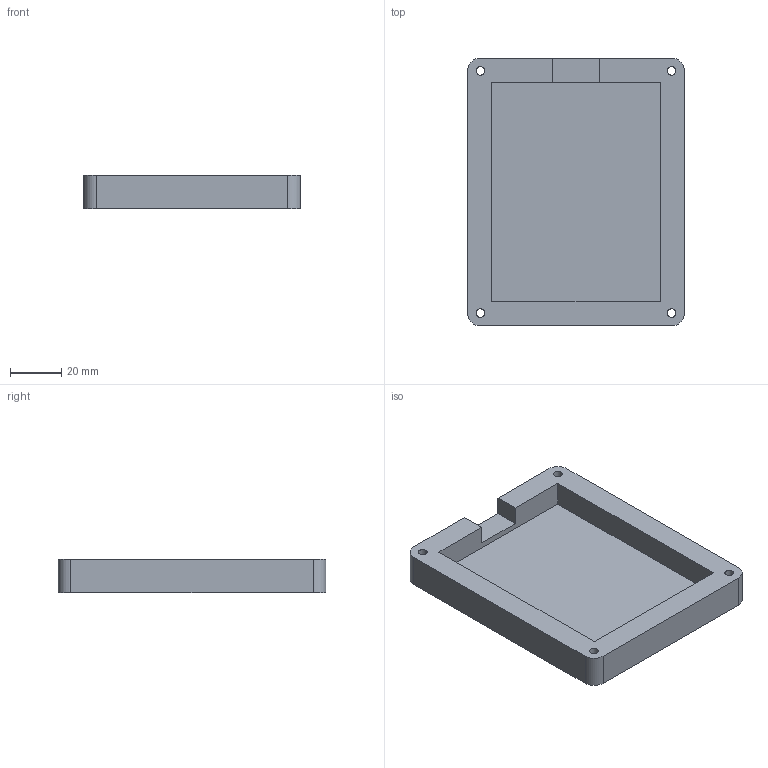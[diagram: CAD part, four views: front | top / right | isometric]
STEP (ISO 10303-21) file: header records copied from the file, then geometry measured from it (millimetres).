
FILE_DESCRIPTION(/* description */ (''),/* implementation_level */ '2;1');
FILE_NAME(/* name */ 'Bottom.step',/* time_stamp */ '2025-05-26T11:23:08-05:00',/* author */ (''),/* organization */ (''),/* preprocessor_version */ 'ST-DEVELOPER v20.1',/* originating_system */ 'Autodesk Translation Framework v14.10.0.0',/* authorisation */ '');
FILE_SCHEMA (('AUTOMOTIVE_DESIGN { 1 0 10303 214 3 1 1 }'));
Length unit declared in the file: millimetre
Products named in the file (1): NineKey_Macropad_base
Bounding box: 85 x 105 x 13 mm (x, y, z)
Volume: 56937.6 mm3; surface area: 26196.3 mm2
Topology: 1 solids, 1 shells, 430 faces, 1197 edges, 798 vertices
Faces by surface type: bspline 287, plane 131, cylinder 12
Full cylindrical faces by diameter (mm): 3.4 x4, 6 x4
Entity records: 16424 total; most frequent: CARTESIAN_POINT 7305, ORIENTED_EDGE 2394, EDGE_CURVE 1197, DIRECTION 935, VERTEX_POINT 798, LINE 599, VECTOR 599, B_SPLINE_CURVE_WITH_KNOTS 574
